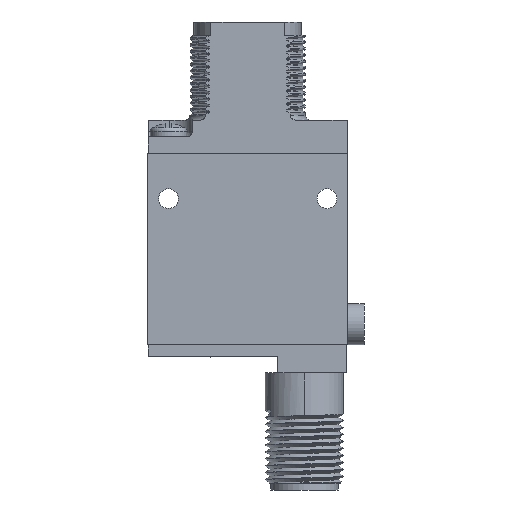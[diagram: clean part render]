
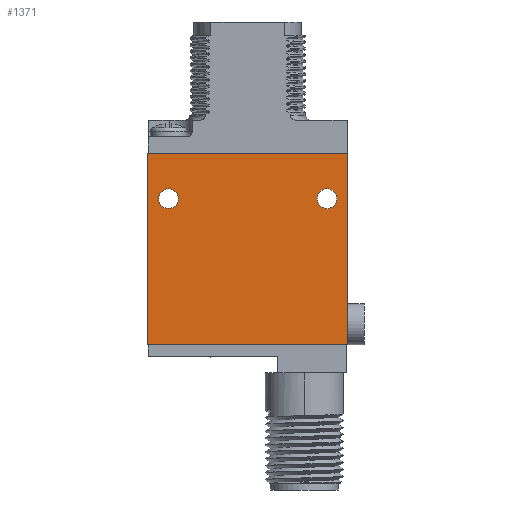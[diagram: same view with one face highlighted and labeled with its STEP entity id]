
A CAD part, left-side view. The second image highlights one B-rep face of the part: STEP entity #1371.
In plain terms, the highlighted face is planar.
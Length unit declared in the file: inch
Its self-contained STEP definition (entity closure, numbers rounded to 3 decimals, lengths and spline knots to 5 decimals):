
#2=DIRECTION('',(1.,0.,0.));
#3=VECTOR('',#2,1.16);
#4=CARTESIAN_POINT('',(0.,0.,-0.236));
#5=LINE('',#4,#3);
#6=DIRECTION('',(0.,1.,0.));
#7=VECTOR('',#6,1.21);
#8=CARTESIAN_POINT('',(1.16,0.,-0.236));
#9=LINE('',#8,#7);
#10=DIRECTION('',(-1.,0.,0.));
#11=VECTOR('',#10,1.16);
#12=CARTESIAN_POINT('',(1.16,1.21,-0.236));
#13=LINE('',#12,#11);
#14=DIRECTION('',(0.,-1.,0.));
#15=VECTOR('',#14,1.21);
#16=CARTESIAN_POINT('',(0.,1.21,-0.236));
#17=LINE('',#16,#15);
#18=CARTESIAN_POINT('',(0.275,1.085,-0.236));
#19=DIRECTION('',(0.,0.,1.));
#20=DIRECTION('',(1.,0.,0.));
#21=AXIS2_PLACEMENT_3D('',#18,#19,#20);
#23=CARTESIAN_POINT('',(0.275,1.085,-0.236));
#24=DIRECTION('',(0.,0.,1.));
#25=DIRECTION('',(-1.,0.,0.));
#26=AXIS2_PLACEMENT_3D('',#23,#24,#25);
#28=CARTESIAN_POINT('',(0.275,0.125,-0.236));
#29=DIRECTION('',(0.,0.,1.));
#30=DIRECTION('',(1.,0.,0.));
#31=AXIS2_PLACEMENT_3D('',#28,#29,#30);
#33=CARTESIAN_POINT('',(0.275,0.125,-0.236));
#34=DIRECTION('',(0.,0.,1.));
#35=DIRECTION('',(-1.,0.,0.));
#36=AXIS2_PLACEMENT_3D('',#33,#34,#35);
#1046=CARTESIAN_POINT('',(0.,0.,-0.236));
#1047=CARTESIAN_POINT('',(1.16,0.,-0.236));
#1048=VERTEX_POINT('',#1046);
#1049=VERTEX_POINT('',#1047);
#1050=CARTESIAN_POINT('',(1.16,1.21,-0.236));
#1051=VERTEX_POINT('',#1050);
#1052=CARTESIAN_POINT('',(0.,1.21,-0.236));
#1053=VERTEX_POINT('',#1052);
#1070=CARTESIAN_POINT('',(0.335,1.085,-0.236));
#1071=CARTESIAN_POINT('',(0.215,1.085,-0.236));
#1072=VERTEX_POINT('',#1070);
#1073=VERTEX_POINT('',#1071);
#1074=CARTESIAN_POINT('',(0.335,0.125,-0.236));
#1075=CARTESIAN_POINT('',(0.215,0.125,-0.236));
#1076=VERTEX_POINT('',#1074);
#1077=VERTEX_POINT('',#1075);
#1344=CARTESIAN_POINT('',(0.,0.,-0.236));
#1345=DIRECTION('',(0.,0.,1.));
#1346=DIRECTION('',(1.,0.,0.));
#1347=AXIS2_PLACEMENT_3D('',#1344,#1345,#1346);
#1348=PLANE('',#1347);
#1350=ORIENTED_EDGE('',*,*,#1349,.T.);
#1352=ORIENTED_EDGE('',*,*,#1351,.T.);
#1354=ORIENTED_EDGE('',*,*,#1353,.T.);
#1356=ORIENTED_EDGE('',*,*,#1355,.T.);
#1357=EDGE_LOOP('',(#1350,#1352,#1354,#1356));
#1358=FACE_OUTER_BOUND('',#1357,.F.);
#1360=ORIENTED_EDGE('',*,*,#1359,.F.);
#1362=ORIENTED_EDGE('',*,*,#1361,.F.);
#1363=EDGE_LOOP('',(#1360,#1362));
#1364=FACE_BOUND('',#1363,.F.);
#1366=ORIENTED_EDGE('',*,*,#1365,.F.);
#1368=ORIENTED_EDGE('',*,*,#1367,.F.);
#1369=EDGE_LOOP('',(#1366,#1368));
#1370=FACE_BOUND('',#1369,.F.);
#1371=ADVANCED_FACE('',(#1358,#1364,#1370),#1348,.F.);
#22=CIRCLE('',#21,0.06);
#27=CIRCLE('',#26,0.06);
#32=CIRCLE('',#31,0.06);
#37=CIRCLE('',#36,0.06);
#1349=EDGE_CURVE('',#1048,#1049,#5,.T.);
#1351=EDGE_CURVE('',#1049,#1051,#9,.T.);
#1353=EDGE_CURVE('',#1051,#1053,#13,.T.);
#1355=EDGE_CURVE('',#1053,#1048,#17,.T.);
#1359=EDGE_CURVE('',#1072,#1073,#22,.T.);
#1361=EDGE_CURVE('',#1073,#1072,#27,.T.);
#1365=EDGE_CURVE('',#1076,#1077,#32,.T.);
#1367=EDGE_CURVE('',#1077,#1076,#37,.T.);
